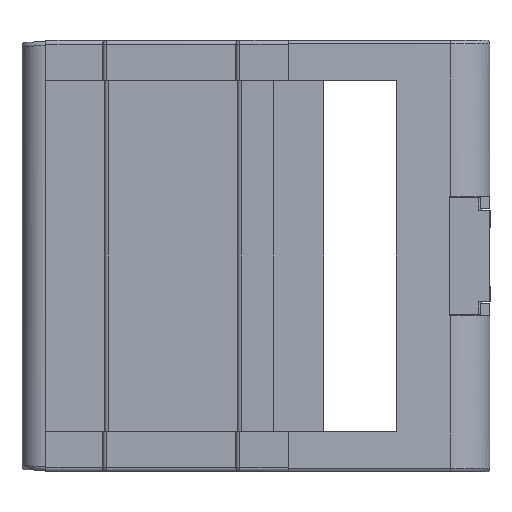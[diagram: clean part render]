
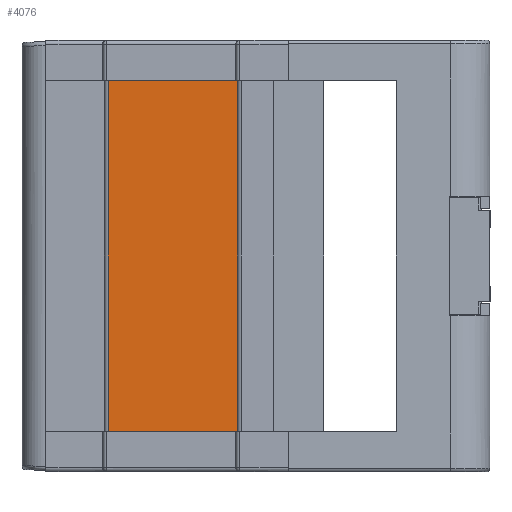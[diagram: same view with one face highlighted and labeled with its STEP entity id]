
A CAD part, left-side view. The second image highlights one B-rep face of the part: STEP entity #4076.
In plain terms, the highlighted planar face has unit normal (-1, 0, 0).
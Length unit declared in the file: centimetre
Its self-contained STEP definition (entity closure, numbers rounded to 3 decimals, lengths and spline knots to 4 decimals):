
#969 = LINE ( 'NONE', #2005, #7611 ) ;
#1958 = FACE_OUTER_BOUND ( 'NONE', #14199, .T. ) ;
#2005 = CARTESIAN_POINT ( 'NONE',  ( -3.0806, 3.5695, -12.3765 ) ) ;
#2215 = CARTESIAN_POINT ( 'NONE',  ( -3.0806, 3.5695, -4.85 ) ) ;
#2217 = ORIENTED_EDGE ( 'NONE', *, *, #20830, .F. ) ;
#3004 = DIRECTION ( 'NONE',  ( 0., 1., 0. ) ) ;
#3944 = DIRECTION ( 'NONE',  ( 0., 0., 1. ) ) ;
#4073 = ORIENTED_EDGE ( 'NONE', *, *, #21271, .T. ) ;
#4076 = ADVANCED_FACE ( 'NONE', ( #1958 ), #23568, .F. ) ;
#5723 = ORIENTED_EDGE ( 'NONE', *, *, #12397, .T. ) ;
#6729 = LINE ( 'NONE', #16095, #13414 ) ;
#7242 = DIRECTION ( 'NONE',  ( 0., 1., 0. ) ) ;
#7611 = VECTOR ( 'NONE', #3944, 100. ) ;
#10716 = CARTESIAN_POINT ( 'NONE',  ( -3.0806, 3.5695, -4.85 ) ) ;
#11494 = VECTOR ( 'NONE', #13801, 100. ) ;
#12397 = EDGE_CURVE ( 'NONE', #22636, #22299, #15003, .T. ) ;
#13414 = VECTOR ( 'NONE', #3004, 100. ) ;
#13576 = CARTESIAN_POINT ( 'NONE',  ( -3.0806, 3.5695, -0.5 ) ) ;
#13801 = DIRECTION ( 'NONE',  ( 0., 0., 1. ) ) ;
#14199 = EDGE_LOOP ( 'NONE', ( #16689, #2217, #5723, #4073 ) ) ;
#14244 = VERTEX_POINT ( 'NONE', #13576 ) ;
#15003 = LINE ( 'NONE', #17478, #11494 ) ;
#15066 = DIRECTION ( 'NONE',  ( 0., 1., 0. ) ) ;
#16095 = CARTESIAN_POINT ( 'NONE',  ( -3.0806, 3.5695, -0.5 ) ) ;
#16689 = ORIENTED_EDGE ( 'NONE', *, *, #16719, .F. ) ;
#16719 = EDGE_CURVE ( 'NONE', #21453, #14244, #969, .T. ) ;
#17478 = CARTESIAN_POINT ( 'NONE',  ( -3.0806, 1.9693, -12.3765 ) ) ;
#18965 = VECTOR ( 'NONE', #15066, 100. ) ;
#19586 = AXIS2_PLACEMENT_3D ( 'NONE', #23806, #21800, #7242 ) ;
#20830 = EDGE_CURVE ( 'NONE', #22636, #21453, #23882, .T. ) ;
#21271 = EDGE_CURVE ( 'NONE', #22299, #14244, #6729, .T. ) ;
#21453 = VERTEX_POINT ( 'NONE', #10716 ) ;
#21800 = DIRECTION ( 'NONE',  ( 1., 0., 0. ) ) ;
#22165 = CARTESIAN_POINT ( 'NONE',  ( -3.0806, 1.9693, -0.5 ) ) ;
#22299 = VERTEX_POINT ( 'NONE', #22165 ) ;
#22636 = VERTEX_POINT ( 'NONE', #23437 ) ;
#23437 = CARTESIAN_POINT ( 'NONE',  ( -3.0806, 1.9693, -4.85 ) ) ;
#23568 = PLANE ( 'NONE',  #19586 ) ;
#23806 = CARTESIAN_POINT ( 'NONE',  ( -3.0806, 3.5695, -12.3765 ) ) ;
#23882 = LINE ( 'NONE', #2215, #18965 ) ;
